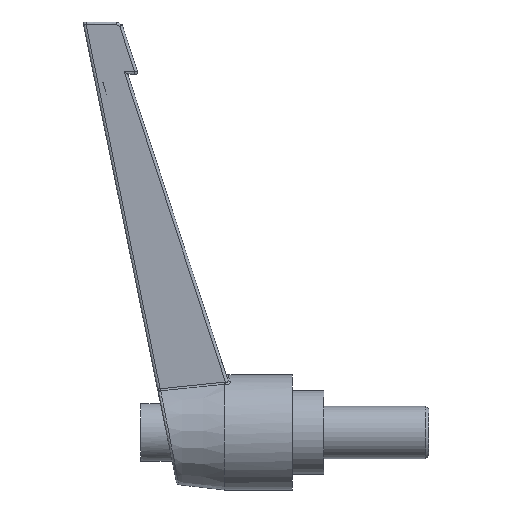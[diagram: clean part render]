
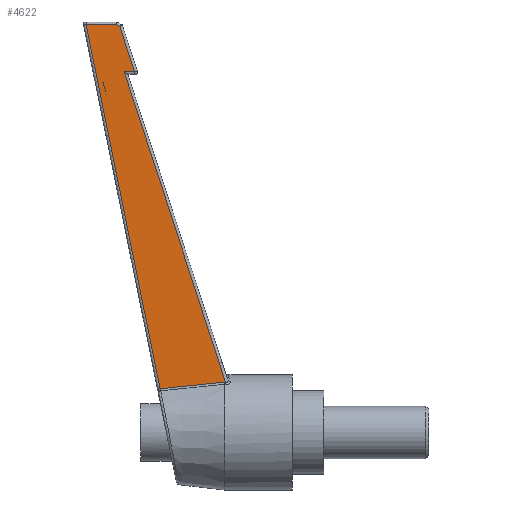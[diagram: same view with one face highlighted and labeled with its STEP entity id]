
A CAD part, left-side view. The second image highlights one B-rep face of the part: STEP entity #4622.
In plain terms, the highlighted planar face has unit normal (-0.999, 0.054, -0.004).
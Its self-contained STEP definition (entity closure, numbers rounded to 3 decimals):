
#208 = VERTEX_POINT ( 'NONE', #2693 ) ;
#269 = DIRECTION ( 'NONE',  ( -0.999, 0.054, -0.004 ) ) ;
#309 = CARTESIAN_POINT ( 'NONE',  ( -5.051, 33.206, 77.666 ) ) ;
#321 = CARTESIAN_POINT ( 'NONE',  ( -5.1, 32.041, 74.666 ) ) ;
#395 = CARTESIAN_POINT ( 'NONE',  ( -4.822, 37.493, 77.896 ) ) ;
#397 = ORIENTED_EDGE ( 'NONE', *, *, #2533, .T. ) ;
#426 = CARTESIAN_POINT ( 'NONE',  ( -5.832, 13.002, 9.603 ) ) ;
#512 = CARTESIAN_POINT ( 'NONE',  ( -5.167, 25.282, 8.343 ) ) ;
#613 = CARTESIAN_POINT ( 'NONE',  ( -5.068, 32.154, 68.896 ) ) ;
#638 = CARTESIAN_POINT ( 'NONE',  ( -4.868, 34.704, 54.711 ) ) ;
#734 = B_SPLINE_CURVE_WITH_KNOTS ( 'NONE', 3,
 ( #5309, #638, #1118, #2318 ),
 .UNSPECIFIED., .F., .F.,
 ( 4, 4 ),
 ( 0., 1. ),
 .UNSPECIFIED. ) ;
#800 = CARTESIAN_POINT ( 'NONE',  ( -4.925, 35.571, 77.896 ) ) ;
#802 = VERTEX_POINT ( 'NONE', #1955 ) ;
#830 = CARTESIAN_POINT ( 'NONE',  ( -5.028, 33.649, 77.896 ) ) ;
#967 = AXIS2_PLACEMENT_3D ( 'NONE', #3982, #269, #4749 ) ;
#987 = CARTESIAN_POINT ( 'NONE',  ( -5.845, 12.761, 9.594 ) ) ;
#1014 = CARTESIAN_POINT ( 'NONE',  ( -5.327, 25.689, 49.128 ) ) ;
#1047 = PLANE ( 'NONE',  #967 ) ;
#1118 = CARTESIAN_POINT ( 'NONE',  ( -5.018, 29.993, 31.527 ) ) ;
#1125 = CARTESIAN_POINT ( 'NONE',  ( -5.138, 31.097, 71.781 ) ) ;
#1201 = CARTESIAN_POINT ( 'NONE',  ( -5.028, 33.649, 77.896 ) ) ;
#1258 = ORIENTED_EDGE ( 'NONE', *, *, #2690, .T. ) ;
#1342 = VERTEX_POINT ( 'NONE', #4995 ) ;
#1363 = CARTESIAN_POINT ( 'NONE',  ( -5.176, 30.154, 68.896 ) ) ;
#1367 = VERTEX_POINT ( 'NONE', #512 ) ;
#1426 = FACE_OUTER_BOUND ( 'NONE', #3066, .T. ) ;
#1491 = ORIENTED_EDGE ( 'NONE', *, *, #2094, .T. ) ;
#1561 = VERTEX_POINT ( 'NONE', #4909 ) ;
#1717 = CARTESIAN_POINT ( 'NONE',  ( -5.167, 25.282, 8.343 ) ) ;
#1799 = CARTESIAN_POINT ( 'NONE',  ( -5.845, 12.761, 9.594 ) ) ;
#1896 = ORIENTED_EDGE ( 'NONE', *, *, #3957, .T. ) ;
#1955 = CARTESIAN_POINT ( 'NONE',  ( -5.068, 32.154, 68.896 ) ) ;
#2030 = B_SPLINE_CURVE_WITH_KNOTS ( 'NONE', 3,
 ( #1201, #800, #395, #4954 ),
 .UNSPECIFIED., .F., .F.,
 ( 4, 4 ),
 ( 0., 1. ),
 .UNSPECIFIED. ) ;
#2094 = EDGE_CURVE ( 'NONE', #1342, #2468, #4188, .T. ) ;
#2184 = CARTESIAN_POINT ( 'NONE',  ( -5.84, 12.841, 9.597 ) ) ;
#2265 = CARTESIAN_POINT ( 'NONE',  ( -5.832, 13.002, 9.603 ) ) ;
#2313 = B_SPLINE_CURVE_WITH_KNOTS ( 'NONE', 3,
 ( #1717, #4138, #4601, #426 ),
 .UNSPECIFIED., .F., .F.,
 ( 4, 4 ),
 ( 0., 1. ),
 .UNSPECIFIED. ) ;
#2314 = CARTESIAN_POINT ( 'NONE',  ( -5.028, 33.649, 77.896 ) ) ;
#2318 = CARTESIAN_POINT ( 'NONE',  ( -5.167, 25.282, 8.343 ) ) ;
#2372 = EDGE_CURVE ( 'NONE', #1367, #208, #2313, .T. ) ;
#2381 = CARTESIAN_POINT ( 'NONE',  ( -5.176, 30.154, 68.896 ) ) ;
#2468 = VERTEX_POINT ( 'NONE', #830 ) ;
#2533 = EDGE_CURVE ( 'NONE', #4661, #802, #4708, .T. ) ;
#2559 = EDGE_CURVE ( 'NONE', #208, #4661, #4777, .T. ) ;
#2584 = CARTESIAN_POINT ( 'NONE',  ( -5.586, 19.225, 29.361 ) ) ;
#2671 = CARTESIAN_POINT ( 'NONE',  ( -5.104, 31.487, 68.896 ) ) ;
#2684 = VERTEX_POINT ( 'NONE', #1363 ) ;
#2690 = EDGE_CURVE ( 'NONE', #802, #2684, #3735, .T. ) ;
#2693 = CARTESIAN_POINT ( 'NONE',  ( -5.832, 13.002, 9.603 ) ) ;
#2721 = CARTESIAN_POINT ( 'NONE',  ( -5.04, 33.427, 77.781 ) ) ;
#3057 = CARTESIAN_POINT ( 'NONE',  ( -5.068, 32.154, 68.896 ) ) ;
#3066 = EDGE_LOOP ( 'NONE', ( #3639, #3228, #397, #1258, #3127, #1491, #3254, #1896 ) ) ;
#3127 = ORIENTED_EDGE ( 'NONE', *, *, #3632, .T. ) ;
#3228 = ORIENTED_EDGE ( 'NONE', *, *, #2559, .T. ) ;
#3238 = CARTESIAN_POINT ( 'NONE',  ( -5.062, 32.984, 77.551 ) ) ;
#3254 = ORIENTED_EDGE ( 'NONE', *, *, #3760, .T. ) ;
#3407 = CARTESIAN_POINT ( 'NONE',  ( -5.176, 30.154, 68.896 ) ) ;
#3632 = EDGE_CURVE ( 'NONE', #2684, #1342, #4562, .T. ) ;
#3639 = ORIENTED_EDGE ( 'NONE', *, *, #2372, .T. ) ;
#3735 = B_SPLINE_CURVE_WITH_KNOTS ( 'NONE', 3,
 ( #3057, #2671, #5146, #3407 ),
 .UNSPECIFIED., .F., .F.,
 ( 4, 4 ),
 ( 0., 1. ),
 .UNSPECIFIED. ) ;
#3760 = EDGE_CURVE ( 'NONE', #2468, #1561, #2030, .T. ) ;
#3957 = EDGE_CURVE ( 'NONE', #1561, #1367, #734, .T. ) ;
#3982 = CARTESIAN_POINT ( 'NONE',  ( -5.998, 9.116, 0.142 ) ) ;
#4138 = CARTESIAN_POINT ( 'NONE',  ( -5.389, 21.189, 8.763 ) ) ;
#4188 = B_SPLINE_CURVE_WITH_KNOTS ( 'NONE', 3,
 ( #3238, #309, #2721, #2314 ),
 .UNSPECIFIED., .F., .F.,
 ( 4, 4 ),
 ( 0., 1. ),
 .UNSPECIFIED. ) ;
#4328 = CARTESIAN_POINT ( 'NONE',  ( -5.836, 12.922, 9.6 ) ) ;
#4365 = CARTESIAN_POINT ( 'NONE',  ( -5.845, 12.761, 9.594 ) ) ;
#4495 = CARTESIAN_POINT ( 'NONE',  ( -5.062, 32.984, 77.551 ) ) ;
#4562 = B_SPLINE_CURVE_WITH_KNOTS ( 'NONE', 3,
 ( #2381, #1125, #321, #4495 ),
 .UNSPECIFIED., .F., .F.,
 ( 4, 4 ),
 ( 0., 1. ),
 .UNSPECIFIED. ) ;
#4601 = CARTESIAN_POINT ( 'NONE',  ( -5.61, 17.095, 9.183 ) ) ;
#4622 = ADVANCED_FACE ( 'NONE', ( #1426 ), #1047, .T. ) ;
#4661 = VERTEX_POINT ( 'NONE', #4365 ) ;
#4708 = B_SPLINE_CURVE_WITH_KNOTS ( 'NONE', 3,
 ( #987, #2584, #1014, #613 ),
 .UNSPECIFIED., .F., .F.,
 ( 4, 4 ),
 ( 0., 1. ),
 .UNSPECIFIED. ) ;
#4749 = DIRECTION ( 'NONE',  ( -0.054, -0.999, 0. ) ) ;
#4777 = B_SPLINE_CURVE_WITH_KNOTS ( 'NONE', 3,
 ( #2265, #4328, #2184, #1799 ),
 .UNSPECIFIED., .F., .F.,
 ( 4, 4 ),
 ( 0., 1. ),
 .UNSPECIFIED. ) ;
#4909 = CARTESIAN_POINT ( 'NONE',  ( -4.719, 39.415, 77.896 ) ) ;
#4954 = CARTESIAN_POINT ( 'NONE',  ( -4.719, 39.415, 77.896 ) ) ;
#4995 = CARTESIAN_POINT ( 'NONE',  ( -5.062, 32.984, 77.551 ) ) ;
#5146 = CARTESIAN_POINT ( 'NONE',  ( -5.14, 30.82, 68.896 ) ) ;
#5309 = CARTESIAN_POINT ( 'NONE',  ( -4.719, 39.415, 77.896 ) ) ;
